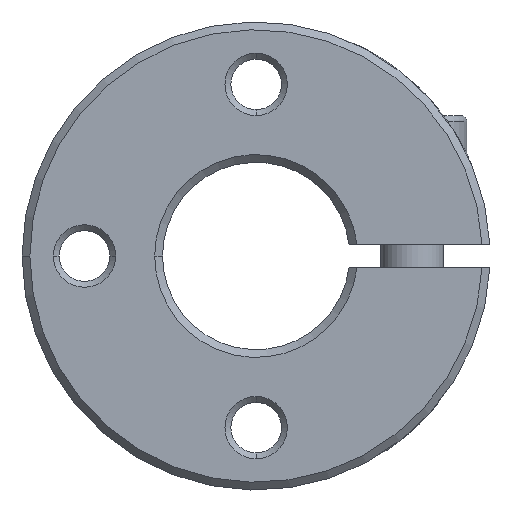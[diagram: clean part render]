
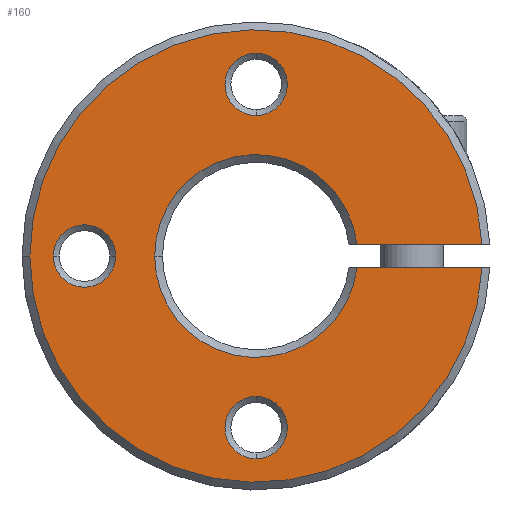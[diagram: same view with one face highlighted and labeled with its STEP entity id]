
A CAD part, left-side view. The second image highlights one B-rep face of the part: STEP entity #160.
In plain terms, the highlighted planar face has unit normal (-1, 0, 0).
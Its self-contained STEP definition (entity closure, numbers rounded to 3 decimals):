
#160 = ADVANCED_FACE( '', ( #283, #284, #285, #286 ), #287, .T. );
#283 = FACE_BOUND( '', #456, .T. );
#284 = FACE_BOUND( '', #457, .T. );
#285 = FACE_BOUND( '', #458, .T. );
#286 = FACE_OUTER_BOUND( '', #459, .T. );
#287 = PLANE( '', #460 );
#456 = EDGE_LOOP( '', ( #825, #826 ) );
#457 = EDGE_LOOP( '', ( #827, #828 ) );
#458 = EDGE_LOOP( '', ( #829, #830 ) );
#459 = EDGE_LOOP( '', ( #831, #832, #833, #834, #835, #836 ) );
#460 = AXIS2_PLACEMENT_3D( '', #837, #838, #839 );
#825 = ORIENTED_EDGE( '', *, *, #1263, .T. );
#826 = ORIENTED_EDGE( '', *, *, #1251, .T. );
#827 = ORIENTED_EDGE( '', *, *, #1267, .T. );
#828 = ORIENTED_EDGE( '', *, *, #1241, .T. );
#829 = ORIENTED_EDGE( '', *, *, #1271, .T. );
#830 = ORIENTED_EDGE( '', *, *, #1231, .T. );
#831 = ORIENTED_EDGE( '', *, *, #1287, .T. );
#832 = ORIENTED_EDGE( '', *, *, #1291, .F. );
#833 = ORIENTED_EDGE( '', *, *, #1197, .F. );
#834 = ORIENTED_EDGE( '', *, *, #1279, .T. );
#835 = ORIENTED_EDGE( '', *, *, #1288, .T. );
#836 = ORIENTED_EDGE( '', *, *, #1215, .T. );
#837 = CARTESIAN_POINT( '', ( -5., 10.5, 0. ) );
#838 = DIRECTION( '', ( -1., 0., 0. ) );
#839 = DIRECTION( '', ( 0., 1., 0. ) );
#1197 = EDGE_CURVE( '', #1401, #1397, #1403, .T. );
#1215 = EDGE_CURVE( '', #1431, #1433, #1435, .T. );
#1231 = EDGE_CURVE( '', #1465, #1462, #1466, .T. );
#1241 = EDGE_CURVE( '', #1483, #1480, #1484, .T. );
#1251 = EDGE_CURVE( '', #1501, #1498, #1502, .T. );
#1263 = EDGE_CURVE( '', #1498, #1501, #1519, .T. );
#1267 = EDGE_CURVE( '', #1480, #1483, #1523, .T. );
#1271 = EDGE_CURVE( '', #1462, #1465, #1527, .T. );
#1279 = EDGE_CURVE( '', #1401, #1534, #1537, .T. );
#1287 = EDGE_CURVE( '', #1433, #1549, #1551, .T. );
#1288 = EDGE_CURVE( '', #1534, #1431, #1552, .T. );
#1291 = EDGE_CURVE( '', #1397, #1549, #1555, .T. );
#1397 = VERTEX_POINT( '', #1728 );
#1401 = VERTEX_POINT( '', #1733 );
#1403 = CIRCLE( '', #1744, 6.5 );
#1431 = VERTEX_POINT( '', #1846 );
#1433 = VERTEX_POINT( '', #1849 );
#1435 = CIRCLE( '', #1860, 14.5 );
#1462 = VERTEX_POINT( '', #1928 );
#1465 = VERTEX_POINT( '', #1932 );
#1466 = CIRCLE( '', #1933, 2. );
#1480 = VERTEX_POINT( '', #1952 );
#1483 = VERTEX_POINT( '', #1956 );
#1484 = CIRCLE( '', #1957, 2. );
#1498 = VERTEX_POINT( '', #1976 );
#1501 = VERTEX_POINT( '', #1980 );
#1502 = CIRCLE( '', #1981, 2. );
#1519 = CIRCLE( '', #2003, 2. );
#1523 = CIRCLE( '', #2007, 2. );
#1527 = CIRCLE( '', #2011, 2. );
#1534 = VERTEX_POINT( '', #2051 );
#1537 = LINE( '', #2063, #2064 );
#1549 = VERTEX_POINT( '', #2098 );
#1551 = LINE( '', #2109, #2110 );
#1552 = CIRCLE( '', #2111, 14.5 );
#1555 = CIRCLE( '', #2114, 6.5 );
#1728 = CARTESIAN_POINT( '', ( -5., 6.5, 0. ) );
#1733 = CARTESIAN_POINT( '', ( -5., -6.457, 0.75 ) );
#1744 = AXIS2_PLACEMENT_3D( '', #2438, #2439, #2440 );
#1846 = CARTESIAN_POINT( '', ( -5., 14.5, 0. ) );
#1849 = CARTESIAN_POINT( '', ( -5., -14.481, -0.75 ) );
#1860 = AXIS2_PLACEMENT_3D( '', #2463, #2464, #2465 );
#1928 = CARTESIAN_POINT( '', ( -5., 13., 0. ) );
#1932 = CARTESIAN_POINT( '', ( -5., 9., 0. ) );
#1933 = AXIS2_PLACEMENT_3D( '', #2490, #2491, #2492 );
#1952 = CARTESIAN_POINT( '', ( -5., 0., -13. ) );
#1956 = CARTESIAN_POINT( '', ( -5., 0., -9. ) );
#1957 = AXIS2_PLACEMENT_3D( '', #2508, #2509, #2510 );
#1976 = CARTESIAN_POINT( '', ( -5., 0., 9. ) );
#1980 = CARTESIAN_POINT( '', ( -5., 0., 13. ) );
#1981 = AXIS2_PLACEMENT_3D( '', #2526, #2527, #2528 );
#2003 = AXIS2_PLACEMENT_3D( '', #2552, #2553, #2554 );
#2007 = AXIS2_PLACEMENT_3D( '', #2564, #2565, #2566 );
#2011 = AXIS2_PLACEMENT_3D( '', #2576, #2577, #2578 );
#2051 = CARTESIAN_POINT( '', ( -5., -14.481, 0.75 ) );
#2063 = CARTESIAN_POINT( '', ( -5., 5.25, 0.75 ) );
#2064 = VECTOR( '', #2594, 1. );
#2098 = CARTESIAN_POINT( '', ( -5., -6.457, -0.75 ) );
#2109 = CARTESIAN_POINT( '', ( -5., -2.25, -0.75 ) );
#2110 = VECTOR( '', #2599, 1. );
#2111 = AXIS2_PLACEMENT_3D( '', #2600, #2601, #2602 );
#2114 = AXIS2_PLACEMENT_3D( '', #2609, #2610, #2611 );
#2438 = CARTESIAN_POINT( '', ( -5., 0., 0. ) );
#2439 = DIRECTION( '', ( -1., 0., 0. ) );
#2440 = DIRECTION( '', ( 0., 1., 0. ) );
#2463 = CARTESIAN_POINT( '', ( -5., 0., 0. ) );
#2464 = DIRECTION( '', ( -1., 0., 0. ) );
#2465 = DIRECTION( '', ( 0., 1., 0. ) );
#2490 = CARTESIAN_POINT( '', ( -5., 11., 0. ) );
#2491 = DIRECTION( '', ( 1., 0., 0. ) );
#2492 = DIRECTION( '', ( 0., 1., 0. ) );
#2508 = CARTESIAN_POINT( '', ( -5., 0., -11. ) );
#2509 = DIRECTION( '', ( 1., 0., 0. ) );
#2510 = DIRECTION( '', ( 0., 0., -1. ) );
#2526 = CARTESIAN_POINT( '', ( -5., 0., 11. ) );
#2527 = DIRECTION( '', ( 1., 0., 0. ) );
#2528 = DIRECTION( '', ( 0., 0., -1. ) );
#2552 = CARTESIAN_POINT( '', ( -5., 0., 11. ) );
#2553 = DIRECTION( '', ( 1., 0., 0. ) );
#2554 = DIRECTION( '', ( 0., 0., -1. ) );
#2564 = CARTESIAN_POINT( '', ( -5., 0., -11. ) );
#2565 = DIRECTION( '', ( 1., 0., 0. ) );
#2566 = DIRECTION( '', ( 0., 0., -1. ) );
#2576 = CARTESIAN_POINT( '', ( -5., 11., 0. ) );
#2577 = DIRECTION( '', ( 1., 0., 0. ) );
#2578 = DIRECTION( '', ( 0., 1., 0. ) );
#2594 = DIRECTION( '', ( 0., -1., 0. ) );
#2599 = DIRECTION( '', ( 0., 1., 0. ) );
#2600 = CARTESIAN_POINT( '', ( -5., 0., 0. ) );
#2601 = DIRECTION( '', ( -1., 0., 0. ) );
#2602 = DIRECTION( '', ( 0., 1., 0. ) );
#2609 = CARTESIAN_POINT( '', ( -5., 0., 0. ) );
#2610 = DIRECTION( '', ( -1., 0., 0. ) );
#2611 = DIRECTION( '', ( 0., 1., 0. ) );
